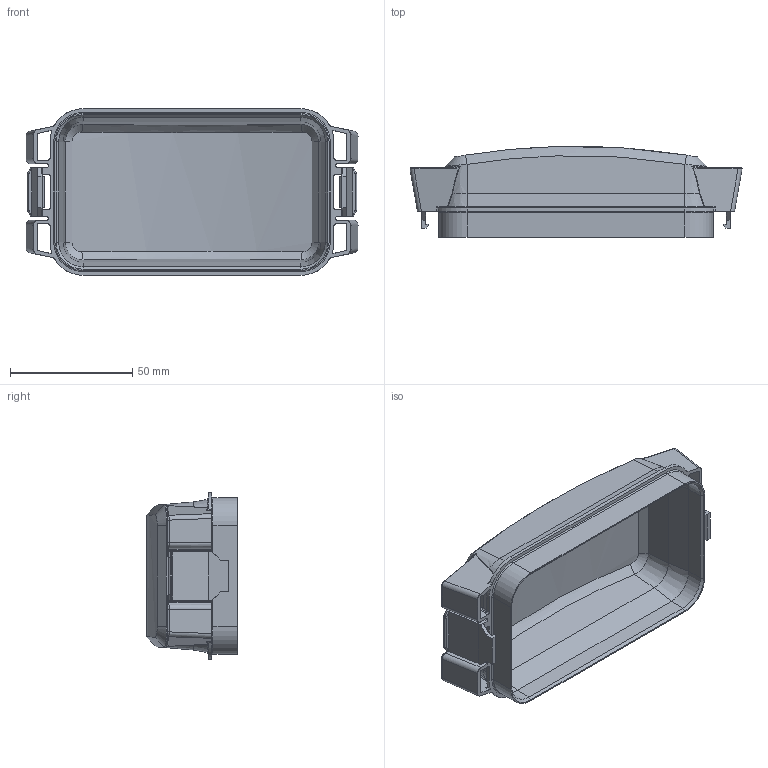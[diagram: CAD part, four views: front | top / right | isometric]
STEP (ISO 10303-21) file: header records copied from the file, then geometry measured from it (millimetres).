
FILE_DESCRIPTION((''),'2;1');
FILE_NAME('PDM-SCP_NCF_ASM','2020-05-13T11:30:47',('jwisneski'),(''),'CREO PARAMETRIC BY PTC INC, 2017110','CREO PARAMETRIC BY PTC INC, 2017110','');
FILE_SCHEMA(('CONFIG_CONTROL_DESIGN'));
Length unit declared in the file: millimetre
Products named in the file (2): C27-1010-0_NCF; PDM-SCP_NCF_ASM
Assembly tree (1 placements, depth 2):
  PDM-SCP_NCF_ASM
    C27-1010-0_NCF
Bounding box: 135.69 x 37.09 x 68.1 mm (x, y, z)
Volume: 31529.5 mm3; surface area: 41994.4 mm2
Topology: 1 solids, 1 shells, 510 faces, 1250 edges, 736 vertices
Faces by surface type: cylinder 196, plane 154, bspline 88, torus 28, cone 24, sphere 20
Entity records: 19267 total; most frequent: CARTESIAN_POINT 7959, ORIENTED_EDGE 2500, DIRECTION 2144, EDGE_CURVE 1250, AXIS2_PLACEMENT_3D 755, VERTEX_POINT 736, VECTOR 634, LINE 634
